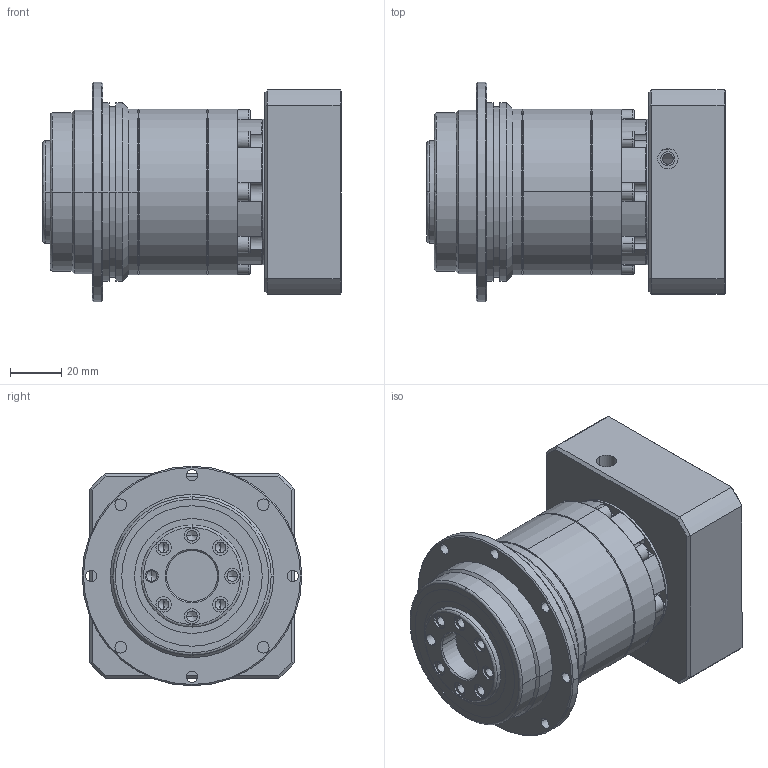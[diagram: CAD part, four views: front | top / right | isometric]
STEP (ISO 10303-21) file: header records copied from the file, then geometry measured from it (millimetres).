
FILE_DESCRIPTION (( 'STEP AP214' ), '1' );
FILE_NAME ('SD064-L2-19-70-90-M5-M6.STEP', '2022-02-19T08:32:27', ( 'admin' ), ( '' ), 'SwSTEP 2.0', 'SolidWorks 2013', '' );
FILE_SCHEMA (( 'AUTOMOTIVE_DESIGN' ));
Length unit declared in the file: millimetre
Products named in the file (4): PB060-L2_X2_58F34F537AEF_X0_-19; SD064-L2-19-70-90-M5-M6; SD064; PB060-70-90M5_X2_6CD55170_X0_
Assembly tree (3 placements, depth 2):
  SD064-L2-19-70-90-M5-M6
    PB060-L2_X2_58F34F537AEF_X0_-19
    PB060-70-90M5_X2_6CD55170_X0_
    SD064
Bounding box: 117 x 86 x 86 mm (x, y, z)
Volume: 339377.7 mm3; surface area: 80422.1 mm2
Topology: 4 solids, 4 shells, 577 faces, 1409 edges, 840 vertices
Faces by surface type: cylinder 229, plane 177, cone 148, bspline 23
Entity records: 23913 total; most frequent: CARTESIAN_POINT 3954, DIRECTION 2960, ORIENTED_EDGE 2682, EDGE_CURVE 1341, AXIS2_PLACEMENT_3D 1156, VERTEX_POINT 840, EDGE_LOOP 687, VECTOR 648
